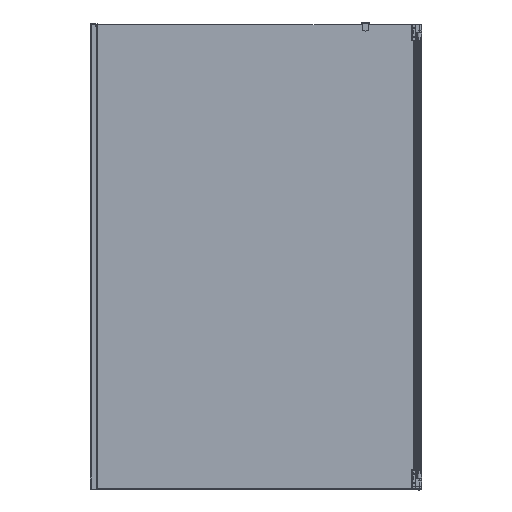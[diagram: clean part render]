
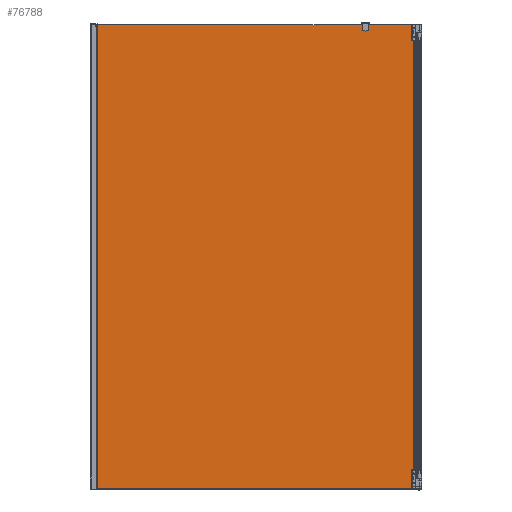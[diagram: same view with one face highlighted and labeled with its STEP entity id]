
A CAD part, top view. The second image highlights one B-rep face of the part: STEP entity #76788.
In plain terms, the highlighted planar face has unit normal (0, 0, 1).
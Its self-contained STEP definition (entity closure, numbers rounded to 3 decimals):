
#5431 = CARTESIAN_POINT ( 'NONE',  ( 0., 1996., 10. ) ) ;
#5451 = DIRECTION ( 'NONE',  ( -1., 0., 0. ) ) ;
#7851 = VECTOR ( 'NONE', #77153, 1000. ) ;
#7932 = VECTOR ( 'NONE', #76980, 1000. ) ;
#7954 = LINE ( 'NONE', #77177, #7851 ) ;
#10668 = LINE ( 'NONE', #77060, #7932 ) ;
#27881 = VERTEX_POINT ( 'NONE', #146550 ) ;
#27913 = VERTEX_POINT ( 'NONE', #146564 ) ;
#27935 = VERTEX_POINT ( 'NONE', #146576 ) ;
#27993 = VERTEX_POINT ( 'NONE', #146633 ) ;
#44343 = EDGE_CURVE ( 'NONE', #27881, #27935, #148666, .T. ) ;
#50449 = PLANE ( 'NONE',  #89482 ) ;
#50472 = CARTESIAN_POINT ( 'NONE',  ( 0., 1997., 10. ) ) ;
#50473 = DIRECTION ( 'NONE',  ( -1., 0., 0. ) ) ;
#50488 = DIRECTION ( 'NONE',  ( 0., 0., -1. ) ) ;
#63837 = EDGE_CURVE ( 'NONE', #27993, #27881, #10668, .T. ) ;
#63859 = EDGE_CURVE ( 'NONE', #27935, #27913, #7954, .T. ) ;
#63889 = EDGE_CURVE ( 'NONE', #27913, #27993, #78638, .T. ) ;
#76788 = ADVANCED_FACE ( 'NONE', ( #116028 ), #50449, .F. ) ;
#76980 = DIRECTION ( 'NONE',  ( 0., 1., 0. ) ) ;
#77060 = CARTESIAN_POINT ( 'NONE',  ( 1394., 1997., 10. ) ) ;
#77153 = DIRECTION ( 'NONE',  ( 0., -1., 0. ) ) ;
#77177 = CARTESIAN_POINT ( 'NONE',  ( 1., 1997., 10. ) ) ;
#77217 = CARTESIAN_POINT ( 'NONE',  ( 0., 1., 10. ) ) ;
#77298 = DIRECTION ( 'NONE',  ( 1., 0., 0. ) ) ;
#78595 = VECTOR ( 'NONE', #77298, 1000. ) ;
#78638 = LINE ( 'NONE', #77217, #78595 ) ;
#89482 = AXIS2_PLACEMENT_3D ( 'NONE', #50472, #50488, #50473 ) ;
#96054 = EDGE_LOOP ( 'NONE', ( #139445, #139528, #139468, #139341 ) ) ;
#116028 = FACE_OUTER_BOUND ( 'NONE', #96054, .T. ) ;
#139341 = ORIENTED_EDGE ( 'NONE', *, *, #63889, .T. ) ;
#139445 = ORIENTED_EDGE ( 'NONE', *, *, #63837, .T. ) ;
#139468 = ORIENTED_EDGE ( 'NONE', *, *, #63859, .T. ) ;
#139528 = ORIENTED_EDGE ( 'NONE', *, *, #44343, .T. ) ;
#146550 = CARTESIAN_POINT ( 'NONE',  ( 1394., 1996., 10. ) ) ;
#146564 = CARTESIAN_POINT ( 'NONE',  ( 1., 1., 10. ) ) ;
#146576 = CARTESIAN_POINT ( 'NONE',  ( 1., 1996., 10. ) ) ;
#146633 = CARTESIAN_POINT ( 'NONE',  ( 1394., 1., 10. ) ) ;
#148658 = VECTOR ( 'NONE', #5451, 1000. ) ;
#148666 = LINE ( 'NONE', #5431, #148658 ) ;
